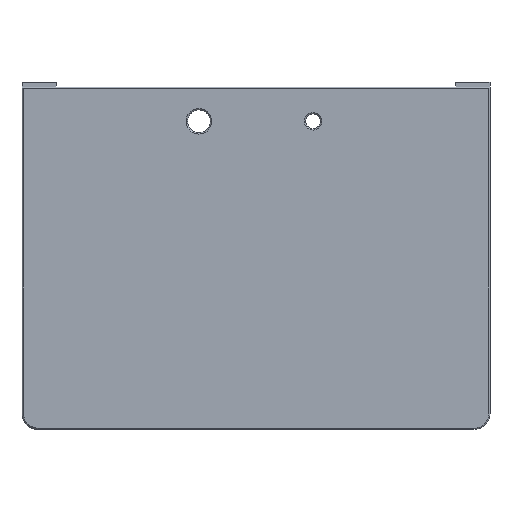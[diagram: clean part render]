
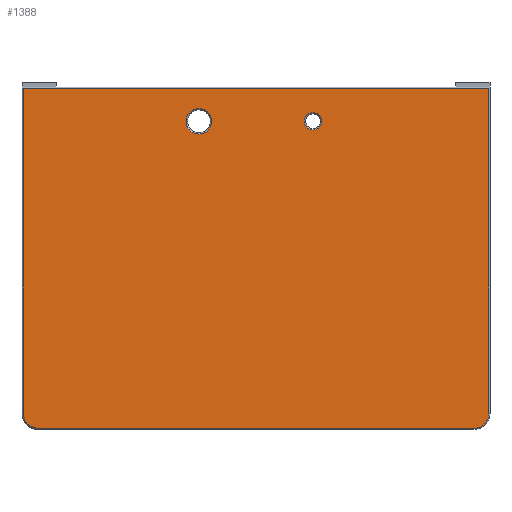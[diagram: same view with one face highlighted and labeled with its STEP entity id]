
A CAD part, front view. The second image highlights one B-rep face of the part: STEP entity #1388.
In plain terms, the highlighted planar face has unit normal (0, -1, 0).
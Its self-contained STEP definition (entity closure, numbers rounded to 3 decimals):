
#28=FACE_BOUND('',#213,.T.);
#29=FACE_BOUND('',#214,.T.);
#38=B_SPLINE_CURVE_WITH_KNOTS('',3,(#1919,#1920,#1921,#1922,#1923,#1924),
 .UNSPECIFIED.,.F.,.F.,(4,1,1,4),(0.,0.318,0.637,
1.114),.UNSPECIFIED.);
#39=B_SPLINE_CURVE_WITH_KNOTS('',3,(#1928,#1929,#1930,#1931,#1932,#1933),
 .UNSPECIFIED.,.F.,.F.,(4,1,1,4),(0.,0.478,0.796,
1.114),.UNSPECIFIED.);
#70=PLANE('',#1483);
#133=FACE_OUTER_BOUND('',#212,.T.);
#212=EDGE_LOOP('',(#973,#974,#975,#976,#977,#978));
#213=EDGE_LOOP('',(#979));
#214=EDGE_LOOP('',(#980));
#301=LINE('',#1917,#456);
#302=LINE('',#1926,#457);
#303=LINE('',#1935,#458);
#304=LINE('',#1936,#459);
#456=VECTOR('',#1581,10.);
#457=VECTOR('',#1582,10.);
#458=VECTOR('',#1583,10.);
#459=VECTOR('',#1584,10.);
#610=CIRCLE('',#1481,3.85);
#612=CIRCLE('',#1484,5.6);
#630=VERTEX_POINT('',#1909);
#632=VERTEX_POINT('',#1915);
#633=VERTEX_POINT('',#1916);
#634=VERTEX_POINT('',#1918);
#635=VERTEX_POINT('',#1925);
#636=VERTEX_POINT('',#1927);
#637=VERTEX_POINT('',#1934);
#638=VERTEX_POINT('',#1937);
#762=EDGE_CURVE('',#630,#630,#610,.T.);
#765=EDGE_CURVE('',#632,#633,#301,.T.);
#766=EDGE_CURVE('',#634,#632,#38,.T.);
#767=EDGE_CURVE('',#635,#634,#302,.T.);
#768=EDGE_CURVE('',#636,#635,#39,.T.);
#769=EDGE_CURVE('',#637,#636,#303,.T.);
#770=EDGE_CURVE('',#633,#637,#304,.T.);
#771=EDGE_CURVE('',#638,#638,#612,.T.);
#973=ORIENTED_EDGE('',*,*,#765,.F.);
#974=ORIENTED_EDGE('',*,*,#766,.F.);
#975=ORIENTED_EDGE('',*,*,#767,.F.);
#976=ORIENTED_EDGE('',*,*,#768,.F.);
#977=ORIENTED_EDGE('',*,*,#769,.F.);
#978=ORIENTED_EDGE('',*,*,#770,.F.);
#979=ORIENTED_EDGE('',*,*,#771,.F.);
#980=ORIENTED_EDGE('',*,*,#762,.F.);
#1388=ADVANCED_FACE('',(#133,#28,#29),#70,.T.);
#1481=AXIS2_PLACEMENT_3D('',#1910,#1574,#1575);
#1483=AXIS2_PLACEMENT_3D('',#1914,#1579,#1580);
#1484=AXIS2_PLACEMENT_3D('',#1938,#1585,#1586);
#1574=DIRECTION('center_axis',(0.,-1.,0.));
#1575=DIRECTION('ref_axis',(1.,0.,0.));
#1579=DIRECTION('center_axis',(0.,-1.,0.));
#1580=DIRECTION('ref_axis',(0.,0.,-1.));
#1581=DIRECTION('',(0.,0.,1.));
#1582=DIRECTION('',(-1.,0.,0.));
#1583=DIRECTION('',(0.,0.,-1.));
#1584=DIRECTION('',(1.,0.,0.));
#1585=DIRECTION('center_axis',(0.,-1.,0.));
#1586=DIRECTION('ref_axis',(1.,0.,0.));
#1909=CARTESIAN_POINT('',(123.65,0.,135.));
#1910=CARTESIAN_POINT('Origin',(127.5,0.,135.));
#1914=CARTESIAN_POINT('Origin',(0.,0.,150.));
#1915=CARTESIAN_POINT('',(0.6,0.,7.071));
#1916=CARTESIAN_POINT('',(0.6,0.,149.4));
#1917=CARTESIAN_POINT('',(0.6,0.,112.5));
#1918=CARTESIAN_POINT('',(7.071,0.,0.6));
#1919=CARTESIAN_POINT('Ctrl Pts',(7.071,0.,0.6));
#1920=CARTESIAN_POINT('Ctrl Pts',(6.1,0.,0.6));
#1921=CARTESIAN_POINT('Ctrl Pts',(4.171,0.,1.041));
#1922=CARTESIAN_POINT('Ctrl Pts',(1.446,0.,3.209));
#1923=CARTESIAN_POINT('Ctrl Pts',(0.6,0.,5.614));
#1924=CARTESIAN_POINT('Ctrl Pts',(0.6,0.,7.071));
#1925=CARTESIAN_POINT('',(197.929,0.,0.6));
#1926=CARTESIAN_POINT('',(0.,0.,0.6));
#1927=CARTESIAN_POINT('',(204.4,0.,7.071));
#1928=CARTESIAN_POINT('Ctrl Pts',(204.4,0.,7.071));
#1929=CARTESIAN_POINT('Ctrl Pts',(204.4,0.,5.614));
#1930=CARTESIAN_POINT('Ctrl Pts',(203.553,0.,3.21));
#1931=CARTESIAN_POINT('Ctrl Pts',(200.83,0.,1.041));
#1932=CARTESIAN_POINT('Ctrl Pts',(198.9,0.,0.6));
#1933=CARTESIAN_POINT('Ctrl Pts',(197.929,0.,0.6));
#1934=CARTESIAN_POINT('',(204.4,0.,149.4));
#1935=CARTESIAN_POINT('',(204.4,0.,112.5));
#1936=CARTESIAN_POINT('',(0.,0.,149.4));
#1937=CARTESIAN_POINT('',(71.9,0.,135.));
#1938=CARTESIAN_POINT('Origin',(77.5,0.,135.));
